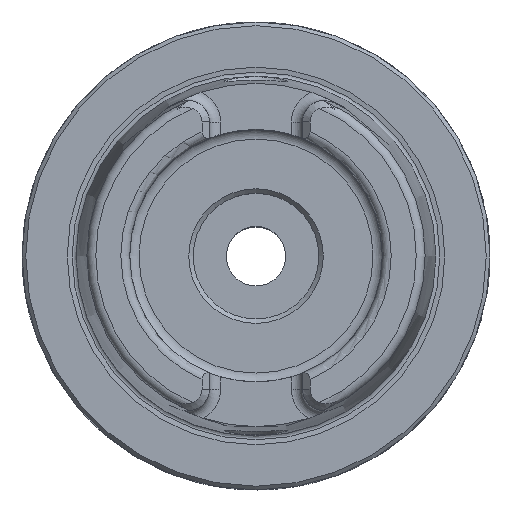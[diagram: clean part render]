
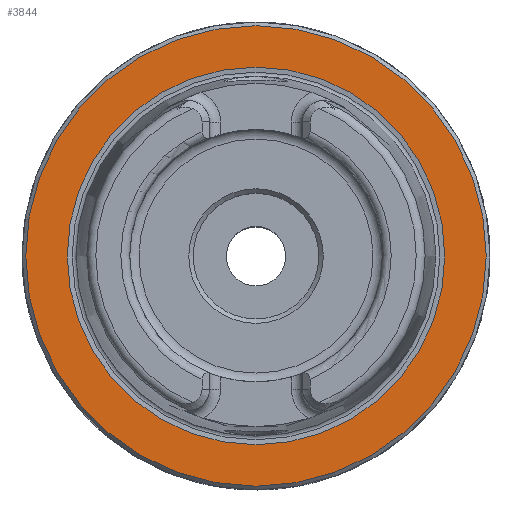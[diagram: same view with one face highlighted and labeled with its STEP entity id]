
A CAD part, top view. The second image highlights one B-rep face of the part: STEP entity #3844.
In plain terms, the highlighted planar face has unit normal (0, 0, 1).
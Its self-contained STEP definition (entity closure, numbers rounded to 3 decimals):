
#596=ORIENTED_EDGE('',*,*,#1238,.F.);
#597=ORIENTED_EDGE('',*,*,#1237,.T.);
#1237=EDGE_CURVE('',#1564,#1564,#1758,.T.);
#1238=EDGE_CURVE('',#1565,#1565,#1759,.T.);
#1564=VERTEX_POINT('',#5829);
#1565=VERTEX_POINT('',#5832);
#1758=CIRCLE('',#4110,31.);
#1759=CIRCLE('',#4112,25.418);
#1944=EDGE_LOOP('',(#596));
#1945=EDGE_LOOP('',(#597));
#2235=FACE_BOUND('',#1944,.T.);
#2236=FACE_BOUND('',#1945,.T.);
#2446=PLANE('',#4111);
#3844=ADVANCED_FACE('',(#2235,#2236),#2446,.T.);
#4110=AXIS2_PLACEMENT_3D('',#5828,#4611,#4612);
#4111=AXIS2_PLACEMENT_3D('',#5830,#4613,#4614);
#4112=AXIS2_PLACEMENT_3D('',#5831,#4615,#4616);
#4611=DIRECTION('',(0.,0.,1.));
#4612=DIRECTION('',(1.,0.,0.));
#4613=DIRECTION('',(0.,0.,1.));
#4614=DIRECTION('',(1.,0.,0.));
#4615=DIRECTION('',(0.,0.,1.));
#4616=DIRECTION('',(1.,0.,0.));
#5828=CARTESIAN_POINT('',(0.,0.,0.));
#5829=CARTESIAN_POINT('',(31.,0.,0.));
#5830=CARTESIAN_POINT('',(31.,0.,0.));
#5831=CARTESIAN_POINT('',(0.,0.,0.));
#5832=CARTESIAN_POINT('',(25.418,0.,0.));
